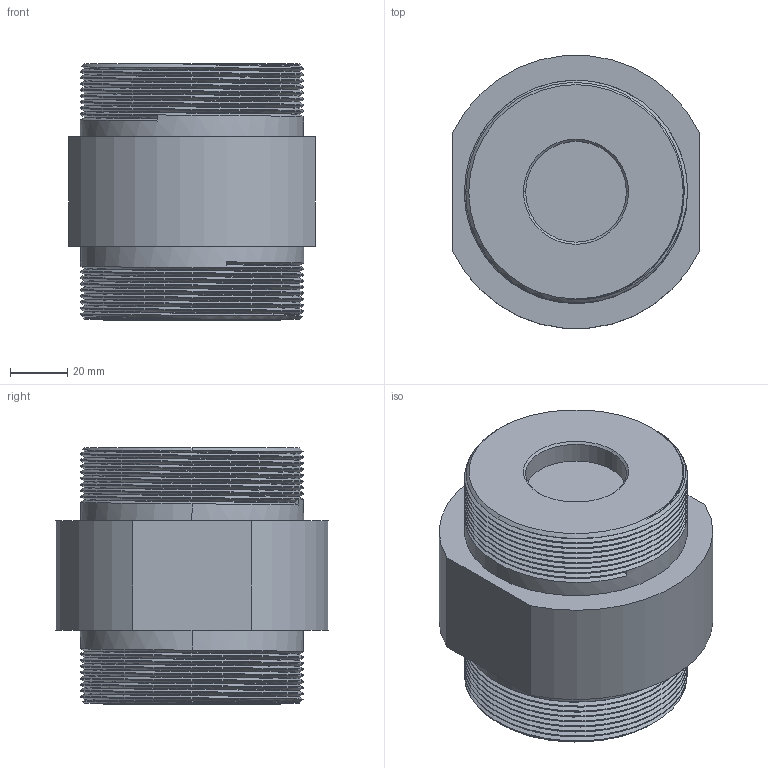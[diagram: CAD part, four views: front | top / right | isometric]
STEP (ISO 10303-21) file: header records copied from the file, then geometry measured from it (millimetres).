
FILE_DESCRIPTION (( 'STEP AP214' ), '1' );
FILE_NAME ('123A-7.STEP', '2018-01-30T16:45:57', ( '' ), ( '' ), 'SwSTEP 2.0', 'SolidWorks 2018', '' );
FILE_SCHEMA (( 'AUTOMOTIVE_DESIGN' ));
Length unit declared in the file: inch
Products named in the file (1): 123A-7
Bounding box: 85.85 x 94.89 x 89.28 mm (x, y, z)
Volume: 478522.8 mm3; surface area: 45089.4 mm2
Topology: 1 solids, 1 shells, 71 faces, 186 edges, 122 vertices
Faces by surface type: cylinder 44, plane 11, cone 8, bspline 6, torus 2
Entity records: 6188 total; most frequent: CARTESIAN_POINT 4638, ORIENTED_EDGE 372, DIRECTION 264, EDGE_CURVE 186, VERTEX_POINT 122, AXIS2_PLACEMENT_3D 100, EDGE_LOOP 76, FACE_OUTER_BOUND 71
